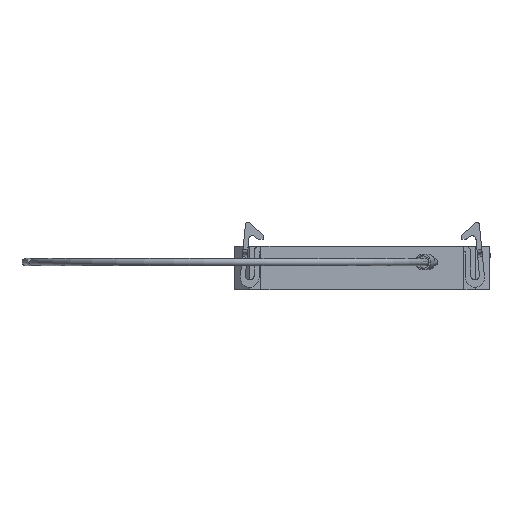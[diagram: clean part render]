
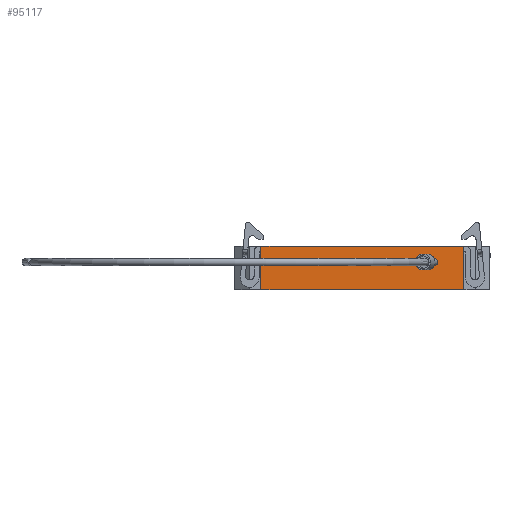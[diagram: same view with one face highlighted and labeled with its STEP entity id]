
A CAD part, front view. The second image highlights one B-rep face of the part: STEP entity #95117.
In plain terms, the highlighted planar face has unit normal (0, -1, 0).
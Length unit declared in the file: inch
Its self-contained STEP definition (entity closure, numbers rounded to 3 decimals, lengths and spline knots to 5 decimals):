
#81642=CARTESIAN_POINT('',(0.83268,-0.90737,-0.17717));
#81643=VERTEX_POINT('',#81642);
#81650=CARTESIAN_POINT('',(-0.83268,-0.90737,-0.17717));
#81651=VERTEX_POINT('',#81650);
#81652=CARTESIAN_POINT('',(-0.83268,-0.90737,-0.17717));
#81653=DIRECTION('',(1.0,0.0,0.0));
#81654=VECTOR('',#81653,1.66535);
#81655=LINE('',#81652,#81654);
#81656=EDGE_CURVE('',#81651,#81643,#81655,.T.);
#94322=CARTESIAN_POINT('',(-0.83268,-0.90737,0.17717));
#94323=VERTEX_POINT('',#94322);
#94330=CARTESIAN_POINT('',(0.83268,-0.90737,0.17717));
#94331=VERTEX_POINT('',#94330);
#94332=CARTESIAN_POINT('',(0.83268,-0.90737,0.17717));
#94333=DIRECTION('',(-1.0,0.0,0.0));
#94334=VECTOR('',#94333,1.66535);
#94335=LINE('',#94332,#94334);
#94336=EDGE_CURVE('',#94331,#94323,#94335,.T.);
#94568=CARTESIAN_POINT('',(-0.83268,-0.90737,-0.17717));
#94569=DIRECTION('',(0.0,0.0,1.0));
#94570=VECTOR('',#94569,0.35433);
#94571=LINE('',#94568,#94570);
#94572=EDGE_CURVE('',#81651,#94323,#94571,.T.);
#95090=CARTESIAN_POINT('',(0.83268,-0.90737,-0.17717));
#95091=DIRECTION('',(0.0,0.0,1.0));
#95092=VECTOR('',#95091,0.35433);
#95093=LINE('',#95090,#95092);
#95094=EDGE_CURVE('',#81643,#94331,#95093,.T.);
#95106=CARTESIAN_POINT('',(0.83268,-0.90737,0.0));
#95107=DIRECTION('',(0.0,-1.0,0.0));
#95108=DIRECTION('',(0.0,0.0,-1.0));
#95109=AXIS2_PLACEMENT_3D('',#95106,#95107,#95108);
#95110=PLANE('',#95109);
#95111=ORIENTED_EDGE('',*,*,#94336,.T.);
#95112=ORIENTED_EDGE('',*,*,#94572,.F.);
#95113=ORIENTED_EDGE('',*,*,#81656,.T.);
#95114=ORIENTED_EDGE('',*,*,#95094,.T.);
#95115=EDGE_LOOP('',(#95111,#95112,#95113,#95114));
#95116=FACE_OUTER_BOUND('',#95115,.T.);
#95117=ADVANCED_FACE('',(#95116),#95110,.T.);
